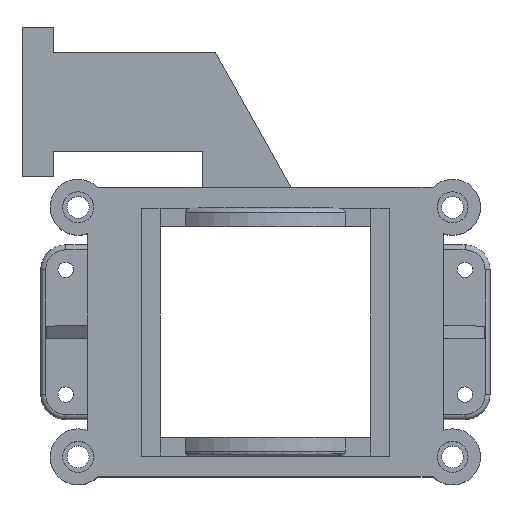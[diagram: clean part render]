
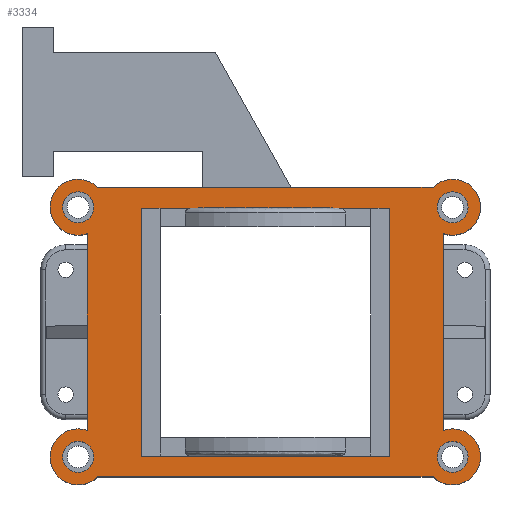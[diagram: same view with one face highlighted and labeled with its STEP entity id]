
A CAD part, top view. The second image highlights one B-rep face of the part: STEP entity #3334.
In plain terms, the highlighted planar face has unit normal (0, 0, 1).
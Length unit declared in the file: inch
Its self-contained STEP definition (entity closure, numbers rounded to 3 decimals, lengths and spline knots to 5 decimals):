
#96=CIRCLE('',#3462,0.155);
#99=CIRCLE('',#3467,0.155);
#102=CIRCLE('',#3472,0.155);
#105=CIRCLE('',#3477,0.155);
#165=CIRCLE('',#3612,0.28027);
#166=CIRCLE('',#3613,0.28027);
#167=CIRCLE('',#3614,0.28027);
#168=CIRCLE('',#3615,0.28027);
#220=FACE_BOUND('',#557,.T.);
#221=FACE_BOUND('',#558,.T.);
#222=FACE_BOUND('',#559,.T.);
#223=FACE_BOUND('',#560,.T.);
#224=FACE_BOUND('',#561,.T.);
#352=FACE_OUTER_BOUND('',#556,.T.);
#556=EDGE_LOOP('',(#2798,#2799,#2800,#2801,#2802,#2803,#2804,#2805));
#557=EDGE_LOOP('',(#2806));
#558=EDGE_LOOP('',(#2807));
#559=EDGE_LOOP('',(#2808));
#560=EDGE_LOOP('',(#2809));
#561=EDGE_LOOP('',(#2810,#2811,#2812,#2813));
#638=LINE('',#4678,#999);
#893=LINE('',#5409,#1254);
#909=LINE('',#5445,#1270);
#910=LINE('',#5450,#1271);
#911=LINE('',#5453,#1272);
#912=LINE('',#5456,#1273);
#913=LINE('',#5457,#1274);
#914=LINE('',#5458,#1275);
#999=VECTOR('',#3721,0.3937);
#1254=VECTOR('',#4370,0.3937);
#1270=VECTOR('',#4404,0.3937);
#1271=VECTOR('',#4409,0.3937);
#1272=VECTOR('',#4412,0.3937);
#1273=VECTOR('',#4413,0.3937);
#1274=VECTOR('',#4414,0.3937);
#1275=VECTOR('',#4415,0.3937);
#1358=VERTEX_POINT('',#4675);
#1359=VERTEX_POINT('',#4677);
#1485=VERTEX_POINT('',#5006);
#1488=VERTEX_POINT('',#5015);
#1491=VERTEX_POINT('',#5024);
#1494=VERTEX_POINT('',#5033);
#1597=VERTEX_POINT('',#5406);
#1598=VERTEX_POINT('',#5408);
#1607=VERTEX_POINT('',#5441);
#1608=VERTEX_POINT('',#5442);
#1609=VERTEX_POINT('',#5444);
#1610=VERTEX_POINT('',#5447);
#1611=VERTEX_POINT('',#5449);
#1612=VERTEX_POINT('',#5451);
#1613=VERTEX_POINT('',#5454);
#1614=VERTEX_POINT('',#5455);
#1675=EDGE_CURVE('',#1359,#1358,#638,.T.);
#1840=EDGE_CURVE('',#1485,#1485,#96,.T.);
#1844=EDGE_CURVE('',#1488,#1488,#99,.T.);
#1848=EDGE_CURVE('',#1491,#1491,#102,.T.);
#1852=EDGE_CURVE('',#1494,#1494,#105,.T.);
#2019=EDGE_CURVE('',#1598,#1597,#893,.T.);
#2036=EDGE_CURVE('',#1607,#1608,#165,.T.);
#2037=EDGE_CURVE('',#1608,#1609,#909,.T.);
#2038=EDGE_CURVE('',#1609,#1359,#166,.T.);
#2039=EDGE_CURVE('',#1358,#1610,#167,.T.);
#2040=EDGE_CURVE('',#1610,#1611,#910,.T.);
#2041=EDGE_CURVE('',#1611,#1612,#168,.T.);
#2042=EDGE_CURVE('',#1612,#1607,#911,.T.);
#2043=EDGE_CURVE('',#1613,#1614,#912,.T.);
#2044=EDGE_CURVE('',#1614,#1598,#913,.T.);
#2045=EDGE_CURVE('',#1597,#1613,#914,.T.);
#2798=ORIENTED_EDGE('',*,*,#2036,.T.);
#2799=ORIENTED_EDGE('',*,*,#2037,.T.);
#2800=ORIENTED_EDGE('',*,*,#2038,.T.);
#2801=ORIENTED_EDGE('',*,*,#1675,.T.);
#2802=ORIENTED_EDGE('',*,*,#2039,.T.);
#2803=ORIENTED_EDGE('',*,*,#2040,.T.);
#2804=ORIENTED_EDGE('',*,*,#2041,.T.);
#2805=ORIENTED_EDGE('',*,*,#2042,.T.);
#2806=ORIENTED_EDGE('',*,*,#1840,.T.);
#2807=ORIENTED_EDGE('',*,*,#1844,.T.);
#2808=ORIENTED_EDGE('',*,*,#1848,.T.);
#2809=ORIENTED_EDGE('',*,*,#1852,.T.);
#2810=ORIENTED_EDGE('',*,*,#2043,.T.);
#2811=ORIENTED_EDGE('',*,*,#2044,.T.);
#2812=ORIENTED_EDGE('',*,*,#2019,.T.);
#2813=ORIENTED_EDGE('',*,*,#2045,.T.);
#3183=PLANE('',#3611);
#3334=ADVANCED_FACE('',(#352,#220,#221,#222,#223,#224),#3183,.T.);
#3462=AXIS2_PLACEMENT_3D('',#5007,#3979,#3980);
#3467=AXIS2_PLACEMENT_3D('',#5016,#3990,#3991);
#3472=AXIS2_PLACEMENT_3D('',#5025,#4001,#4002);
#3477=AXIS2_PLACEMENT_3D('',#5034,#4012,#4013);
#3611=AXIS2_PLACEMENT_3D('',#5440,#4400,#4401);
#3612=AXIS2_PLACEMENT_3D('',#5443,#4402,#4403);
#3613=AXIS2_PLACEMENT_3D('',#5446,#4405,#4406);
#3614=AXIS2_PLACEMENT_3D('',#5448,#4407,#4408);
#3615=AXIS2_PLACEMENT_3D('',#5452,#4410,#4411);
#3721=DIRECTION('',(-1.,0.,0.));
#3979=DIRECTION('center_axis',(0.,0.,-1.));
#3980=DIRECTION('ref_axis',(-1.,0.,0.));
#3990=DIRECTION('center_axis',(0.,0.,-1.));
#3991=DIRECTION('ref_axis',(-1.,0.,0.));
#4001=DIRECTION('center_axis',(0.,0.,-1.));
#4002=DIRECTION('ref_axis',(-1.,0.,0.));
#4012=DIRECTION('center_axis',(0.,0.,-1.));
#4013=DIRECTION('ref_axis',(-1.,0.,0.));
#4370=DIRECTION('',(1.,0.,0.));
#4400=DIRECTION('center_axis',(0.,0.,1.));
#4401=DIRECTION('ref_axis',(1.,0.,0.));
#4402=DIRECTION('center_axis',(0.,0.,1.));
#4403=DIRECTION('ref_axis',(1.,0.,0.));
#4404=DIRECTION('',(0.,1.,0.));
#4405=DIRECTION('center_axis',(0.,0.,1.));
#4406=DIRECTION('ref_axis',(1.,0.,0.));
#4407=DIRECTION('center_axis',(0.,0.,1.));
#4408=DIRECTION('ref_axis',(1.,0.,0.));
#4409=DIRECTION('',(0.,-1.,0.));
#4410=DIRECTION('center_axis',(0.,0.,1.));
#4411=DIRECTION('ref_axis',(1.,0.,0.));
#4412=DIRECTION('',(1.,0.,0.));
#4413=DIRECTION('',(-1.,0.,0.));
#4414=DIRECTION('',(0.,1.,0.));
#4415=DIRECTION('',(0.,-1.,0.));
#4675=CARTESIAN_POINT('',(-1.67919,1.45052,0.8825));
#4677=CARTESIAN_POINT('',(1.67919,1.45052,0.8825));
#4678=CARTESIAN_POINT('',(-1.78177,1.45052,0.8825));
#5006=CARTESIAN_POINT('',(2.03,1.25,0.8825));
#5007=CARTESIAN_POINT('Origin',(1.875,1.25,0.8825));
#5015=CARTESIAN_POINT('',(-1.72,-1.25,0.8825));
#5016=CARTESIAN_POINT('Origin',(-1.875,-1.25,0.8825));
#5024=CARTESIAN_POINT('',(2.03,-1.25,0.8825));
#5025=CARTESIAN_POINT('Origin',(1.875,-1.25,0.8825));
#5033=CARTESIAN_POINT('',(-1.72,1.25,0.8825));
#5034=CARTESIAN_POINT('Origin',(-1.875,1.25,0.8825));
#5406=CARTESIAN_POINT('',(1.2425,1.2425,0.8825));
#5408=CARTESIAN_POINT('',(-1.2425,1.2425,0.8825));
#5409=CARTESIAN_POINT('',(-0.5275,1.2425,0.8825));
#5440=CARTESIAN_POINT('Origin',(0.,0.,0.8825));
#5441=CARTESIAN_POINT('',(1.67919,-1.45052,0.8825));
#5442=CARTESIAN_POINT('',(1.78177,-0.9857,0.8825));
#5443=CARTESIAN_POINT('Origin',(1.875,-1.25,0.8825));
#5444=CARTESIAN_POINT('',(1.78177,0.9857,0.8825));
#5445=CARTESIAN_POINT('',(1.78177,1.45052,0.8825));
#5446=CARTESIAN_POINT('Origin',(1.875,1.25,0.8825));
#5447=CARTESIAN_POINT('',(-1.78177,0.9857,0.8825));
#5448=CARTESIAN_POINT('Origin',(-1.875,1.25,0.8825));
#5449=CARTESIAN_POINT('',(-1.78177,-0.9857,0.8825));
#5450=CARTESIAN_POINT('',(-1.78177,-1.45052,0.8825));
#5451=CARTESIAN_POINT('',(-1.67919,-1.45052,0.8825));
#5452=CARTESIAN_POINT('Origin',(-1.875,-1.25,0.8825));
#5453=CARTESIAN_POINT('',(1.78177,-1.45052,0.8825));
#5454=CARTESIAN_POINT('',(1.2425,-1.2425,0.8825));
#5455=CARTESIAN_POINT('',(-1.2425,-1.2425,0.8825));
#5456=CARTESIAN_POINT('',(-0.62125,-1.2425,0.8825));
#5457=CARTESIAN_POINT('',(-1.2425,0.62125,0.8825));
#5458=CARTESIAN_POINT('',(1.2425,-0.62125,0.8825));
